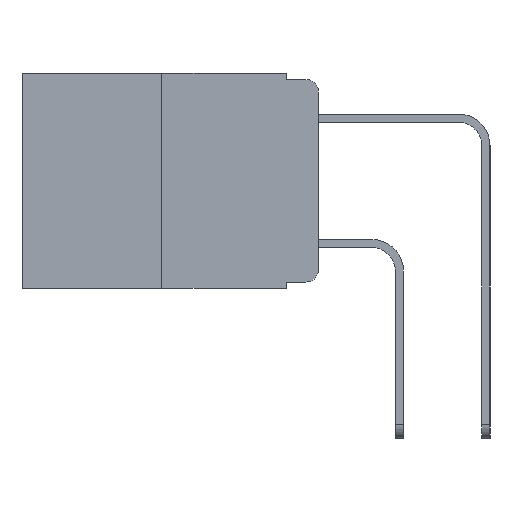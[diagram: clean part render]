
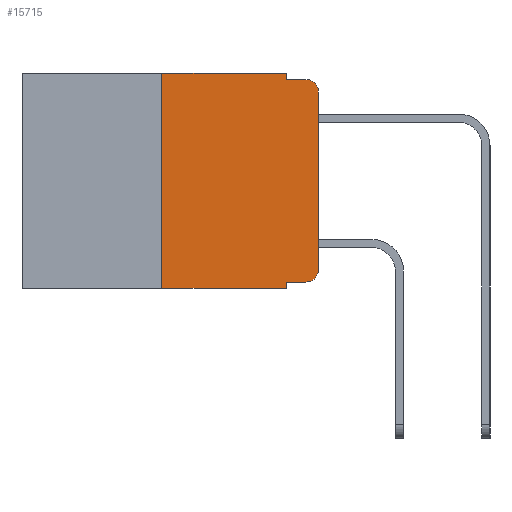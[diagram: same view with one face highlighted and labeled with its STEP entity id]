
A CAD part, left-side view. The second image highlights one B-rep face of the part: STEP entity #15715.
In plain terms, the highlighted planar face has unit normal (-1, 0, 0).
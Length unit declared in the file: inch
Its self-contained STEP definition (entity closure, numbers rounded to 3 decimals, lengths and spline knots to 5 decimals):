
#124 = VECTOR ( 'NONE', #10765, 39.37008 ) ;
#251 = DIRECTION ( 'NONE',  ( 0., 0., -1. ) ) ;
#300 = VERTEX_POINT ( 'NONE', #3256 ) ;
#450 = CARTESIAN_POINT ( 'NONE',  ( 0., 0., 0. ) ) ;
#470 = DIRECTION ( 'NONE',  ( 0., -1., 0. ) ) ;
#521 = DIRECTION ( 'NONE',  ( 0., 0., -1. ) ) ;
#533 = CARTESIAN_POINT ( 'NONE',  ( 0., 0.051, -0.01 ) ) ;
#1584 = EDGE_CURVE ( 'NONE', #3774, #9027, #15787, .T. ) ;
#1655 = CARTESIAN_POINT ( 'NONE',  ( 0., 0.051, -0.333 ) ) ;
#1824 = CARTESIAN_POINT ( 'NONE',  ( 0., 0.051, 0. ) ) ;
#2414 = EDGE_CURVE ( 'NONE', #8945, #11758, #12579, .T. ) ;
#2856 = CARTESIAN_POINT ( 'NONE',  ( 0., 0., -0.03 ) ) ;
#3215 = EDGE_CURVE ( 'NONE', #10297, #300, #11402, .T. ) ;
#3256 = CARTESIAN_POINT ( 'NONE',  ( 0., 0.051, -0.01 ) ) ;
#3774 = VERTEX_POINT ( 'NONE', #5257 ) ;
#3939 = VECTOR ( 'NONE', #18032, 39.37008 ) ;
#4601 = VECTOR ( 'NONE', #16099, 39.37008 ) ;
#5099 = DIRECTION ( 'NONE',  ( 0., 0., -1. ) ) ;
#5158 = CARTESIAN_POINT ( 'NONE',  ( 0., 0.02, -0.03 ) ) ;
#5179 = DIRECTION ( 'NONE',  ( -1., 0., 0. ) ) ;
#5257 = CARTESIAN_POINT ( 'NONE',  ( 0., 0.25, -0.343 ) ) ;
#5427 = CARTESIAN_POINT ( 'NONE',  ( 0., 0.051, 0. ) ) ;
#5521 = ORIENTED_EDGE ( 'NONE', *, *, #11003, .F. ) ;
#5531 = CARTESIAN_POINT ( 'NONE',  ( 0., 0.473, 0. ) ) ;
#5548 = EDGE_CURVE ( 'NONE', #300, #11758, #14763, .T. ) ;
#6095 = VECTOR ( 'NONE', #521, 39.37008 ) ;
#6603 = AXIS2_PLACEMENT_3D ( 'NONE', #5531, #15854, #7046 ) ;
#6609 = DIRECTION ( 'NONE',  ( -1., 0., 0. ) ) ;
#7046 = DIRECTION ( 'NONE',  ( 0., 0., -1. ) ) ;
#7283 = CARTESIAN_POINT ( 'NONE',  ( 0., 0.25, 0. ) ) ;
#7492 = AXIS2_PLACEMENT_3D ( 'NONE', #5158, #5179, #251 ) ;
#7937 = VECTOR ( 'NONE', #15723, 39.37008 ) ;
#8249 = LINE ( 'NONE', #12170, #124 ) ;
#8574 = ORIENTED_EDGE ( 'NONE', *, *, #18839, .F. ) ;
#8620 = LINE ( 'NONE', #8808, #4601 ) ;
#8795 = AXIS2_PLACEMENT_3D ( 'NONE', #15460, #6609, #16880 ) ;
#8808 = CARTESIAN_POINT ( 'NONE',  ( 0., 0.25, 0. ) ) ;
#8855 = CARTESIAN_POINT ( 'NONE',  ( 0., 0., -0.313 ) ) ;
#8945 = VERTEX_POINT ( 'NONE', #2856 ) ;
#9027 = VERTEX_POINT ( 'NONE', #9124 ) ;
#9124 = CARTESIAN_POINT ( 'NONE',  ( 0., 0.051, -0.343 ) ) ;
#9220 = EDGE_CURVE ( 'NONE', #16514, #14217, #14255, .T. ) ;
#9562 = DIRECTION ( 'NONE',  ( 0., 0., 1. ) ) ;
#10188 = ORIENTED_EDGE ( 'NONE', *, *, #2414, .T. ) ;
#10212 = EDGE_CURVE ( 'NONE', #17711, #10297, #8249, .T. ) ;
#10297 = VERTEX_POINT ( 'NONE', #1824 ) ;
#10649 = ORIENTED_EDGE ( 'NONE', *, *, #5548, .F. ) ;
#10765 = DIRECTION ( 'NONE',  ( 0., -1., 0. ) ) ;
#10861 = VECTOR ( 'NONE', #470, 39.37008 ) ;
#11003 = EDGE_CURVE ( 'NONE', #16611, #9027, #13980, .T. ) ;
#11402 = LINE ( 'NONE', #5427, #18654 ) ;
#11642 = EDGE_LOOP ( 'NONE', ( #13622, #10188, #10649, #18800, #15455, #8574, #12945, #5521, #17697, #14335 ) ) ;
#11758 = VERTEX_POINT ( 'NONE', #13257 ) ;
#12170 = CARTESIAN_POINT ( 'NONE',  ( 0., 0.473, 0. ) ) ;
#12174 = EDGE_CURVE ( 'NONE', #16611, #16514, #15746, .T. ) ;
#12579 = CIRCLE ( 'NONE', #7492, 0.02 ) ;
#12697 = EDGE_CURVE ( 'NONE', #14217, #8945, #14826, .T. ) ;
#12945 = ORIENTED_EDGE ( 'NONE', *, *, #1584, .T. ) ;
#13257 = CARTESIAN_POINT ( 'NONE',  ( 0., 0.02, -0.01 ) ) ;
#13344 = CARTESIAN_POINT ( 'NONE',  ( 0., 0.02, -0.333 ) ) ;
#13622 = ORIENTED_EDGE ( 'NONE', *, *, #12697, .T. ) ;
#13980 = LINE ( 'NONE', #18328, #6095 ) ;
#14217 = VERTEX_POINT ( 'NONE', #8855 ) ;
#14255 = CIRCLE ( 'NONE', #8795, 0.02 ) ;
#14264 = CARTESIAN_POINT ( 'NONE',  ( 0., 0.051, -0.333 ) ) ;
#14335 = ORIENTED_EDGE ( 'NONE', *, *, #9220, .T. ) ;
#14763 = LINE ( 'NONE', #533, #10861 ) ;
#14826 = LINE ( 'NONE', #450, #15277 ) ;
#15146 = FACE_OUTER_BOUND ( 'NONE', #11642, .T. ) ;
#15277 = VECTOR ( 'NONE', #9562, 39.37008 ) ;
#15396 = CARTESIAN_POINT ( 'NONE',  ( 0., 0.473, -0.343 ) ) ;
#15455 = ORIENTED_EDGE ( 'NONE', *, *, #10212, .F. ) ;
#15460 = CARTESIAN_POINT ( 'NONE',  ( 0., 0.02, -0.313 ) ) ;
#15715 = ADVANCED_FACE ( 'NONE', ( #15146 ), #17225, .F. ) ;
#15723 = DIRECTION ( 'NONE',  ( 0., -1., 0. ) ) ;
#15746 = LINE ( 'NONE', #14264, #7937 ) ;
#15787 = LINE ( 'NONE', #15396, #3939 ) ;
#15854 = DIRECTION ( 'NONE',  ( 1., 0., 0. ) ) ;
#16099 = DIRECTION ( 'NONE',  ( 0., 0., 1. ) ) ;
#16514 = VERTEX_POINT ( 'NONE', #13344 ) ;
#16611 = VERTEX_POINT ( 'NONE', #1655 ) ;
#16880 = DIRECTION ( 'NONE',  ( 0., 0., -1. ) ) ;
#17225 = PLANE ( 'NONE',  #6603 ) ;
#17697 = ORIENTED_EDGE ( 'NONE', *, *, #12174, .T. ) ;
#17711 = VERTEX_POINT ( 'NONE', #7283 ) ;
#18032 = DIRECTION ( 'NONE',  ( 0., -1., 0. ) ) ;
#18328 = CARTESIAN_POINT ( 'NONE',  ( 0., 0.051, 0. ) ) ;
#18654 = VECTOR ( 'NONE', #5099, 39.37008 ) ;
#18800 = ORIENTED_EDGE ( 'NONE', *, *, #3215, .F. ) ;
#18839 = EDGE_CURVE ( 'NONE', #3774, #17711, #8620, .T. ) ;
